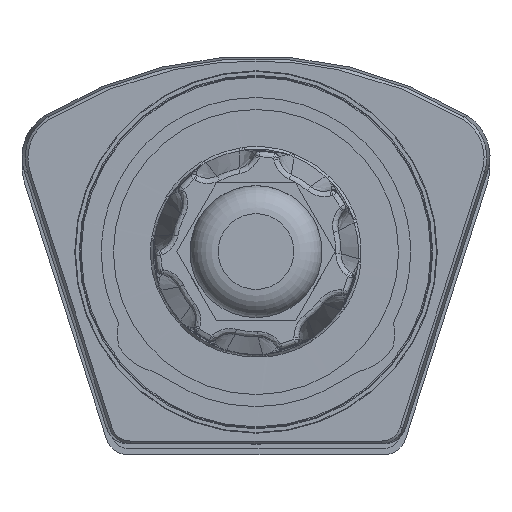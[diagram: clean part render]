
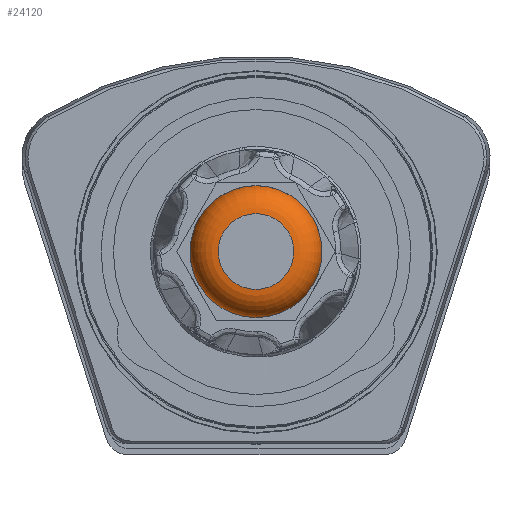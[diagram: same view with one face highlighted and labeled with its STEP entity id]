
A CAD part, top view. The second image highlights one B-rep face of the part: STEP entity #24120.
In plain terms, the highlighted toroidal (fillet/blend) face has major radius 6.981 mm and minor radius 5.398 mm.
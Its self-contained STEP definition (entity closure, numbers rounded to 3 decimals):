
#461 = DIRECTION ( 'NONE',  ( 0., 0., -1. ) ) ;
#3901 = EDGE_LOOP ( 'NONE', ( #18574 ) ) ;
#3909 = CARTESIAN_POINT ( 'NONE',  ( 0., -648.137, -43.067 ) ) ;
#5541 = DIRECTION ( 'NONE',  ( 0., -1., 0. ) ) ;
#12127 = CARTESIAN_POINT ( 'NONE',  ( 0., -642.74, -35.966 ) ) ;
#14157 = CARTESIAN_POINT ( 'NONE',  ( 0., -642.738, -35.966 ) ) ;
#14973 = EDGE_CURVE ( 'NONE', #27428, #27428, #38651, .T. ) ;
#17541 = DIRECTION ( 'NONE',  ( 0., 0., -1. ) ) ;
#17838 = VERTEX_POINT ( 'NONE', #21742 ) ;
#18574 = ORIENTED_EDGE ( 'NONE', *, *, #14973, .F. ) ;
#21455 = DIRECTION ( 'NONE',  ( 0., -1., 0. ) ) ;
#21742 = CARTESIAN_POINT ( 'NONE',  ( 0., -642.738, -48.346 ) ) ;
#22135 = CIRCLE ( 'NONE', #55698, 12.379 ) ;
#24120 = ADVANCED_FACE ( 'NONE', ( #25377, #29301 ), #54903, .T. ) ;
#24999 = EDGE_LOOP ( 'NONE', ( #45877 ) ) ;
#25377 = FACE_OUTER_BOUND ( 'NONE', #3901, .T. ) ;
#27428 = VERTEX_POINT ( 'NONE', #3909 ) ;
#29028 = AXIS2_PLACEMENT_3D ( 'NONE', #12127, #21455, #17541 ) ;
#29064 = AXIS2_PLACEMENT_3D ( 'NONE', #42597, #5541, #461 ) ;
#29301 = FACE_OUTER_BOUND ( 'NONE', #24999, .T. ) ;
#36983 = DIRECTION ( 'NONE',  ( 0., -1., 0. ) ) ;
#38651 = CIRCLE ( 'NONE', #29064, 7.101 ) ;
#42597 = CARTESIAN_POINT ( 'NONE',  ( 0., -648.137, -35.966 ) ) ;
#45848 = EDGE_CURVE ( 'NONE', #17838, #17838, #22135, .T. ) ;
#45877 = ORIENTED_EDGE ( 'NONE', *, *, #45848, .T. ) ;
#54903 = TOROIDAL_SURFACE ( 'NONE', #29028, 6.981, 5.398 ) ;
#55297 = DIRECTION ( 'NONE',  ( 0., 0., -1. ) ) ;
#55698 = AXIS2_PLACEMENT_3D ( 'NONE', #14157, #36983, #55297 ) ;
